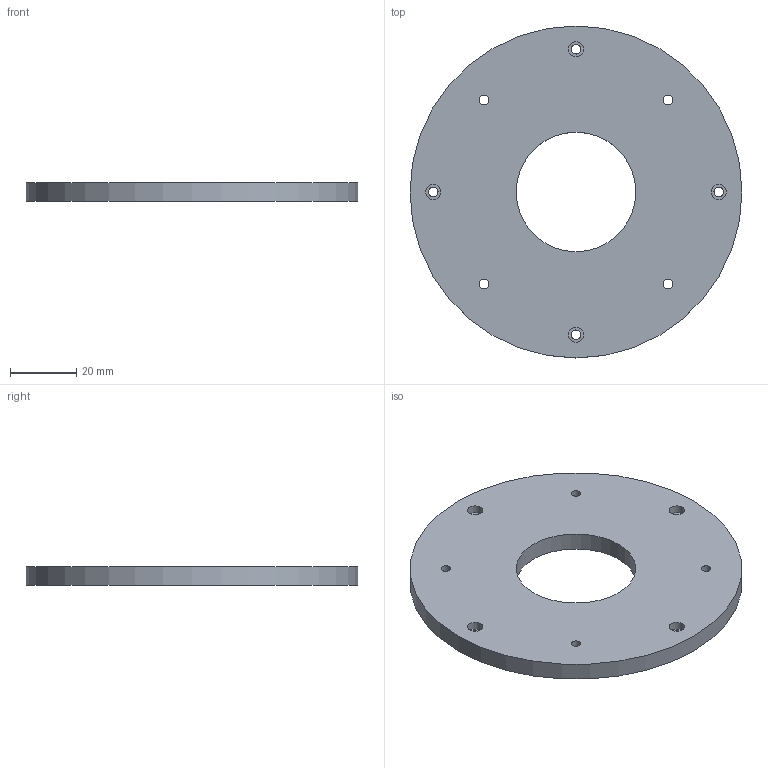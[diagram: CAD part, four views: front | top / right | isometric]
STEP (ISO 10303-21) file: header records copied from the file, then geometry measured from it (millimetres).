
FILE_DESCRIPTION(/* description */ (''),/* implementation_level */ '2;1');
FILE_NAME(/* name */ 'BASE V2 TOP.step',/* time_stamp */ '2024-08-03T13:07:43-04:00',/* author */ (''),/* organization */ (''),/* preprocessor_version */ 'ST-DEVELOPER v20',/* originating_system */ 'Autodesk Translation Framework v13.14.0.145',/* authorisation */ '');
FILE_SCHEMA (('AUTOMOTIVE_DESIGN { 1 0 10303 214 3 1 1 }'));
Length unit declared in the file: millimetre
Products named in the file (1): BASE V2
Bounding box: 100.02 x 100.02 x 5.5 mm (x, y, z)
Volume: 37145.3 mm3; surface area: 16427.4 mm2
Topology: 1 solids, 1 shells, 48 faces, 114 edges, 76 vertices
Faces by surface type: plane 34, cylinder 14
Full cylindrical faces by diameter (mm): 2.85 x8, 4.6 x4, 36 x1, 100.025 x1
Entity records: 1465 total; most frequent: DIRECTION 240, CARTESIAN_POINT 239, ORIENTED_EDGE 228, EDGE_CURVE 114, LINE 86, VECTOR 86, AXIS2_PLACEMENT_3D 77, VERTEX_POINT 76
